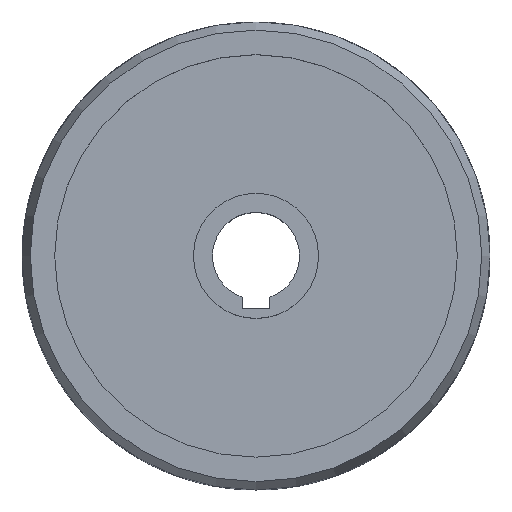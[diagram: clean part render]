
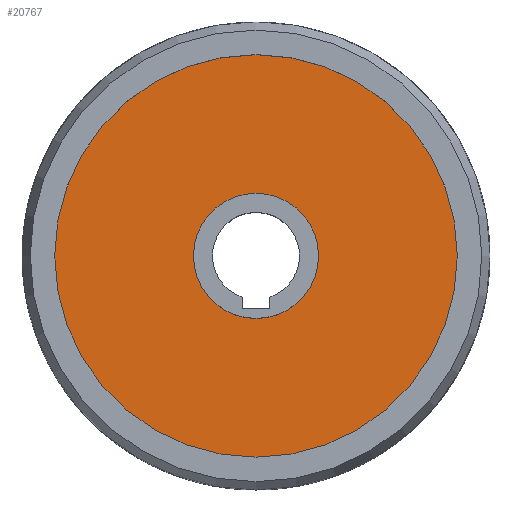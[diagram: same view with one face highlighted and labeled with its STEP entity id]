
A CAD part, top view. The second image highlights one B-rep face of the part: STEP entity #20767.
In plain terms, the highlighted planar face has unit normal (0, 0, 1).
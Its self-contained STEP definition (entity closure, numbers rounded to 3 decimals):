
#1279=CIRCLE('',#23137,37.);
#1280=CIRCLE('',#23138,11.5);
#1298=FACE_BOUND('',#4611,.T.);
#2390=PLANE('',#23136);
#3496=FACE_OUTER_BOUND('',#4610,.T.);
#4610=EDGE_LOOP('',(#19629));
#4611=EDGE_LOOP('',(#19630));
#10305=VERTEX_POINT('',#36195);
#10306=VERTEX_POINT('',#36197);
#13419=EDGE_CURVE('',#10305,#10305,#1279,.T.);
#13420=EDGE_CURVE('',#10306,#10306,#1280,.T.);
#19629=ORIENTED_EDGE('',*,*,#13419,.F.);
#19630=ORIENTED_EDGE('',*,*,#13420,.F.);
#20767=ADVANCED_FACE('',(#3496,#1298),#2390,.T.);
#23136=AXIS2_PLACEMENT_3D('',#36194,#29677,#29678);
#23137=AXIS2_PLACEMENT_3D('',#36196,#29679,#29680);
#23138=AXIS2_PLACEMENT_3D('',#36198,#29681,#29682);
#29677=DIRECTION('center_axis',(0.,0.,1.));
#29678=DIRECTION('ref_axis',(1.,0.,0.));
#29679=DIRECTION('center_axis',(0.,0.,-1.));
#29680=DIRECTION('ref_axis',(1.,0.,0.));
#29681=DIRECTION('center_axis',(0.,0.,1.));
#29682=DIRECTION('ref_axis',(-1.,0.,0.));
#36194=CARTESIAN_POINT('Origin',(0.,37.,3.));
#36195=CARTESIAN_POINT('',(0.,37.,3.));
#36196=CARTESIAN_POINT('Origin',(0.,0.,3.));
#36197=CARTESIAN_POINT('',(0.,11.5,3.));
#36198=CARTESIAN_POINT('Origin',(0.,0.,3.));
